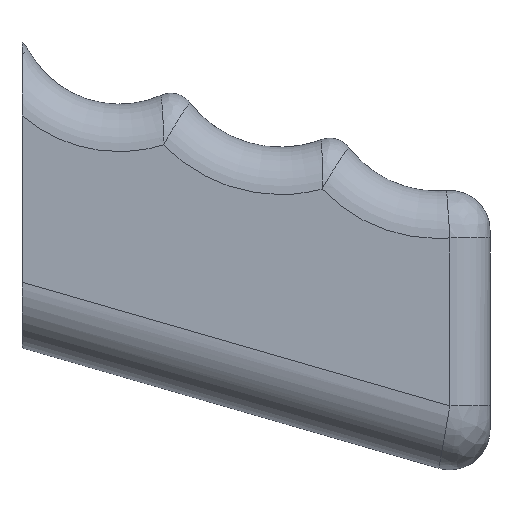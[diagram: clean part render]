
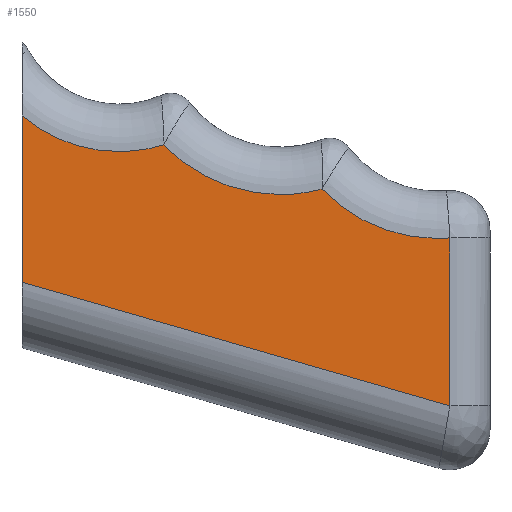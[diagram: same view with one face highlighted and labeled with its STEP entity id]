
A CAD part, left-side view. The second image highlights one B-rep face of the part: STEP entity #1550.
In plain terms, the highlighted planar face has unit normal (-1, 0, 0).
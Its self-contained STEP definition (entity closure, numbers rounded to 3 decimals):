
#634=CARTESIAN_POINT('Vertex',(-12.474,-55.748,6.481)) ;
#692=CARTESIAN_POINT('Vertex',(-12.474,-92.06,-26.609)) ;
#708=CARTESIAN_POINT('Vertex',(-12.474,-92.06,-5.324)) ;
#711=CARTESIAN_POINT('Line Origine',(-12.474,-92.06,22.)) ;
#729=CARTESIAN_POINT('Axis2P3D Location',(-12.474,-90.449,14.783)) ;
#733=CARTESIAN_POINT('Vertex',(-12.474,-90.449,-5.388)) ;
#831=CARTESIAN_POINT('Vertex',(-12.474,-75.848,0.865)) ;
#834=CARTESIAN_POINT('Axis2P3D Location',(-12.474,-90.449,14.783)) ;
#855=CARTESIAN_POINT('Axis2P3D Location',(-12.474,-70.56,20.716)) ;
#859=CARTESIAN_POINT('Vertex',(-12.474,-70.56,0.173)) ;
#947=CARTESIAN_POINT('Axis2P3D Location',(-12.474,-70.56,20.716)) ;
#1491=CARTESIAN_POINT('Line Origine',(-12.474,-72.02,-20.824)) ;
#1495=CARTESIAN_POINT('Vertex',(-12.474,-37.798,-10.946)) ;
#1515=CARTESIAN_POINT('Axis2P3D Location',(-12.474,-30.,22.)) ;
#1520=CARTESIAN_POINT('Axis2P3D Location',(-12.474,-50.112,24.721)) ;
#1524=CARTESIAN_POINT('Vertex',(-12.474,-50.112,5.631)) ;
#1527=CARTESIAN_POINT('Axis2P3D Location',(-12.474,-50.112,24.721)) ;
#1531=CARTESIAN_POINT('Vertex',(-12.474,-37.798,10.133)) ;
#1534=CARTESIAN_POINT('Line Origine',(-12.474,-37.798,-0.407)) ;
#713=VECTOR('Line Direction',#712,1.) ;
#1493=VECTOR('Line Direction',#1492,1.) ;
#1536=VECTOR('Line Direction',#1535,1.) ;
#712=DIRECTION('Vector Direction',(0.,0.,1.)) ;
#730=DIRECTION('Axis2P3D Direction',(1.,0.,0.)) ;
#835=DIRECTION('Axis2P3D Direction',(1.,0.,0.)) ;
#856=DIRECTION('Axis2P3D Direction',(1.,0.,0.)) ;
#948=DIRECTION('Axis2P3D Direction',(1.,0.,0.)) ;
#1492=DIRECTION('Vector Direction',(0.,-0.961,-0.277)) ;
#1516=DIRECTION('Axis2P3D Direction',(-1.,0.,0.)) ;
#1517=DIRECTION('Axis2P3D XDirection',(0.,0.,-1.)) ;
#1521=DIRECTION('Axis2P3D Direction',(-1.,0.,0.)) ;
#1528=DIRECTION('Axis2P3D Direction',(-1.,0.,0.)) ;
#1535=DIRECTION('Vector Direction',(0.,0.,-1.)) ;
#731=AXIS2_PLACEMENT_3D('Circle Axis2P3D',#729,#730,$) ;
#836=AXIS2_PLACEMENT_3D('Circle Axis2P3D',#834,#835,$) ;
#857=AXIS2_PLACEMENT_3D('Circle Axis2P3D',#855,#856,$) ;
#949=AXIS2_PLACEMENT_3D('Circle Axis2P3D',#947,#948,$) ;
#1518=AXIS2_PLACEMENT_3D('Plane Axis2P3D',#1515,#1516,#1517) ;
#1522=AXIS2_PLACEMENT_3D('Circle Axis2P3D',#1520,#1521,$) ;
#1529=AXIS2_PLACEMENT_3D('Circle Axis2P3D',#1527,#1528,$) ;
#714=LINE('Line',#711,#713) ;
#1494=LINE('Line',#1491,#1493) ;
#1537=LINE('Line',#1534,#1536) ;
#732=CIRCLE('generated circle',#731,20.172) ;
#837=CIRCLE('generated circle',#836,20.172) ;
#858=CIRCLE('generated circle',#857,20.543) ;
#950=CIRCLE('generated circle',#949,20.543) ;
#1523=CIRCLE('generated circle',#1522,19.09) ;
#1530=CIRCLE('generated circle',#1529,19.09) ;
#1519=PLANE('',#1518) ;
#715=EDGE_CURVE('',#693,#709,#714,.T.) ;
#735=EDGE_CURVE('',#734,#709,#732,.F.) ;
#838=EDGE_CURVE('',#832,#734,#837,.F.) ;
#861=EDGE_CURVE('',#860,#832,#858,.F.) ;
#951=EDGE_CURVE('',#635,#860,#950,.F.) ;
#1497=EDGE_CURVE('',#693,#1496,#1494,.F.) ;
#1526=EDGE_CURVE('',#1525,#635,#1523,.T.) ;
#1533=EDGE_CURVE('',#1532,#1525,#1530,.T.) ;
#1538=EDGE_CURVE('',#1532,#1496,#1537,.T.) ;
#1540=ORIENTED_EDGE('',*,*,#1497,.F.) ;
#1541=ORIENTED_EDGE('',*,*,#715,.T.) ;
#1542=ORIENTED_EDGE('',*,*,#735,.F.) ;
#1543=ORIENTED_EDGE('',*,*,#838,.F.) ;
#1544=ORIENTED_EDGE('',*,*,#861,.F.) ;
#1545=ORIENTED_EDGE('',*,*,#951,.F.) ;
#1546=ORIENTED_EDGE('',*,*,#1526,.F.) ;
#1547=ORIENTED_EDGE('',*,*,#1533,.F.) ;
#1548=ORIENTED_EDGE('',*,*,#1538,.T.) ;
#1539=EDGE_LOOP('',(#1540,#1541,#1542,#1543,#1544,#1545,#1546,#1547,#1548)) ;
#635=VERTEX_POINT('',#634) ;
#693=VERTEX_POINT('',#692) ;
#709=VERTEX_POINT('',#708) ;
#734=VERTEX_POINT('',#733) ;
#832=VERTEX_POINT('',#831) ;
#860=VERTEX_POINT('',#859) ;
#1496=VERTEX_POINT('',#1495) ;
#1525=VERTEX_POINT('',#1524) ;
#1532=VERTEX_POINT('',#1531) ;
#1550=ADVANCED_FACE('Grip',(#1549),#1519,.T.) ;
#1549=FACE_OUTER_BOUND('',#1539,.T.) ;
